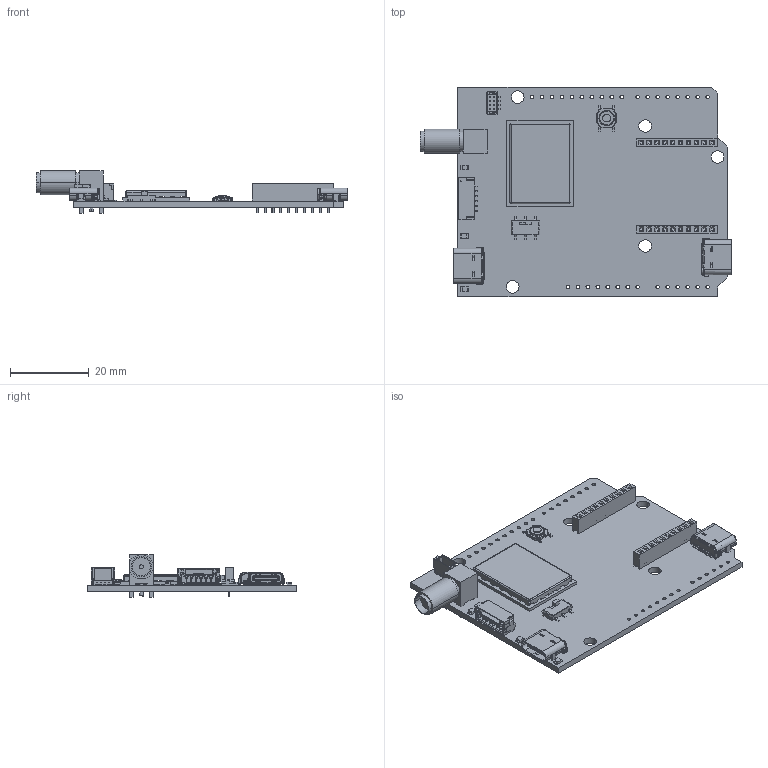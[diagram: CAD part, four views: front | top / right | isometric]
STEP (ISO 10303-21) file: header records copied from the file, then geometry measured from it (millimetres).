
FILE_DESCRIPTION (( 'STEP AP214' ), '1' );
FILE_NAME ('AS-RTK4-X20P-L1256-NH-00-R00.STEP', '2025-10-22T14:08:00', ( '' ), ( '' ), 'SwSTEP 2.0', 'SolidWorks 2020', '' );
FILE_SCHEMA (( 'AUTOMOTIVE_DESIGN' ));
Length unit declared in the file: millimetre
Products named in the file (16): BM04B-SRSS-TB-LF--SN---3DModel-STEP-56544.step; SMA-long-thread.step; 0805_LED_7012X1--3DModel-STEP-1.step; USB4105-GF-A--3DModel-STEP-56544.STEP; USB4105.STEP; pcb; MMS-110-01-SV_socket.stp; MMS-110-01-L-SV.stp; SMD_SWITCH_TL3342F160QG--3DModel-STEP-520916.step; AS-RTK4-X20P-L1256-NH-00-R00; SM06B-GHS-TB(LF)(SN)--3DModel-STEP-56544.step; AYZ0202AGRLC--3DModel-STEP-56544.step; ZED-F9P-00B-02--3DModel-STEP-56544.step; C-63-01-10-SV.stp
Assembly tree (20 placements, depth 3):
  AS-RTK4-X20P-L1256-NH-00-R00
    pcb
    0805_LED_7012X1--3DModel-STEP-1.step  x3
    AYZ0202AGRLC--3DModel-STEP-56544.step
    BM04B-SRSS-TB-LF--SN---3DModel-STEP-56544.step
    MMS-110-01-L-SV.stp
      C-63-01-10-SV.stp
      MMS-110-01-SV_socket.stp
    MMS-110-01-L-SV.stp
      C-63-01-10-SV.stp
      MMS-110-01-SV_socket.stp
    SM06B-GHS-TB(LF)(SN)--3DModel-STEP-56544.step
    SMA-long-thread.step
    SMD_SWITCH_TL3342F160QG--3DModel-STEP-520916.step
    USB4105-GF-A--3DModel-STEP-56544.STEP
      USB4105.STEP
    ZED-F9P-00B-02--3DModel-STEP-56544.step
    USB4105-GF-A--3DModel-STEP-56544.STEP
      USB4105.STEP
Bounding box: 79.25 x 53.34 x 10.9 mm (x, y, z)
Volume: 7519 mm3; surface area: 13878.8 mm2
Topology: 250 solids, 250 shells, 5036 faces, 12711 edges, 8286 vertices
Faces by surface type: plane 4266, cylinder 692, cone 58, bspline 16, torus 4
Entity records: 110459 total; most frequent: CARTESIAN_POINT 19394, ORIENTED_EDGE 18314, DIRECTION 17427, EDGE_CURVE 9157, VECTOR 8163, LINE 8163, VERTEX_POINT 5984, AXIS2_PLACEMENT_3D 4632
